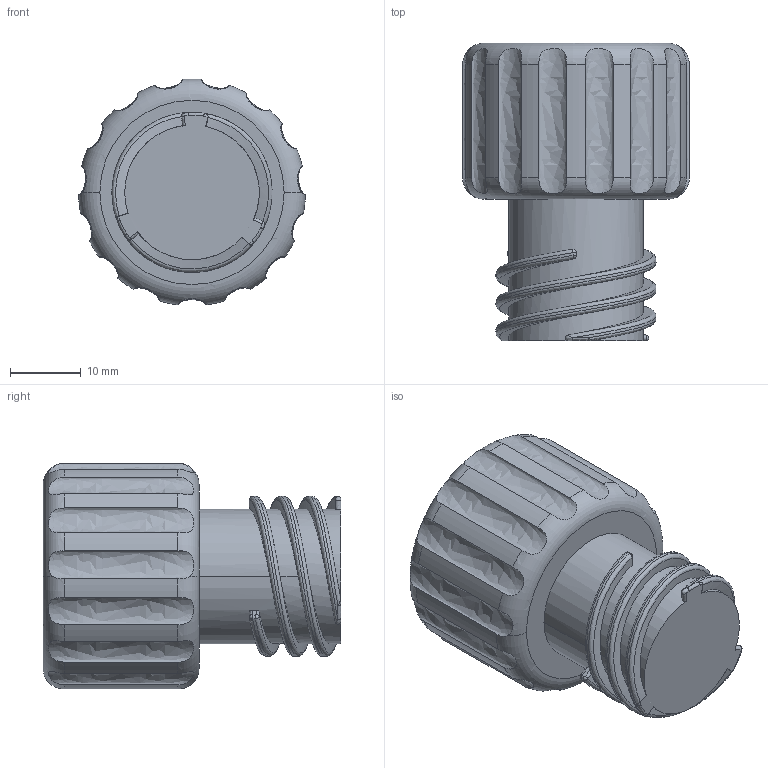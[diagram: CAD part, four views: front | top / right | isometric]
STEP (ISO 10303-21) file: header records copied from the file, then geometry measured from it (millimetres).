
FILE_DESCRIPTION((''),'2;1');
FILE_NAME('VERSCHRAUBUNG','2023-05-12T10:30:59',('sven.schlanser'),(''),'CREO PARAMETRIC BY PTC INC, 2022014','CREO PARAMETRIC BY PTC INC, 2022014','');
FILE_SCHEMA(('CONFIG_CONTROL_DESIGN'));
Length unit declared in the file: millimetre
Products named in the file (1): VERSCHRAUBUNG
Bounding box: 31.99 x 42 x 31.87 mm (x, y, z)
Volume: 22623.4 mm3; surface area: 5585.9 mm2
Topology: 1 solids, 1 shells, 90 faces, 237 edges, 150 vertices
Faces by surface type: bspline 45, cylinder 20, extrusion 15, plane 6, torus 4
Entity records: 7555 total; most frequent: CARTESIAN_POINT 5619, ORIENTED_EDGE 474, DIRECTION 280, EDGE_CURVE 237, VERTEX_POINT 150, B_SPLINE_CURVE_WITH_KNOTS 126, AXIS2_PLACEMENT_3D 109, EDGE_LOOP 91
